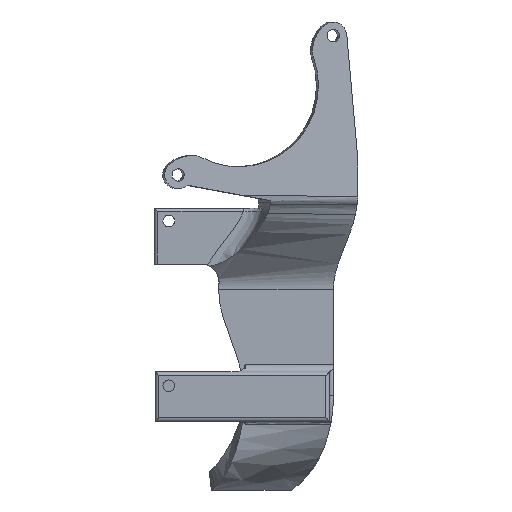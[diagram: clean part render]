
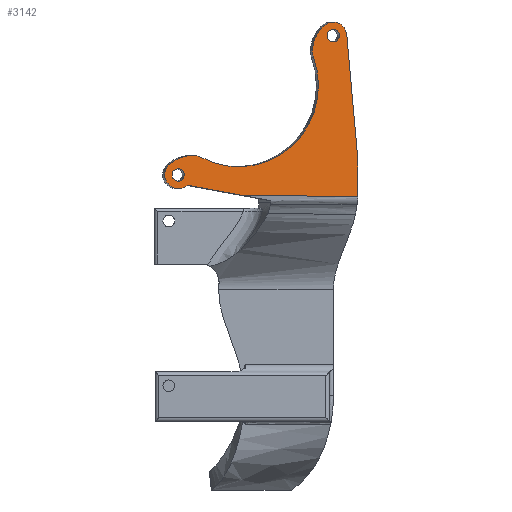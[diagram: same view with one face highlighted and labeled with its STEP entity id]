
A CAD part, left-side view. The second image highlights one B-rep face of the part: STEP entity #3142.
In plain terms, the highlighted planar face has unit normal (-0.985, -0.174, 0).
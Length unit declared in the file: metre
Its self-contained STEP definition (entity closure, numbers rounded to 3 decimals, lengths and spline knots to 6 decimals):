
#104=CIRCLE('',#3306,0.0017);
#105=CIRCLE('',#3308,0.0017);
#106=CIRCLE('',#3312,0.00375);
#107=CIRCLE('',#3314,0.009883);
#108=CIRCLE('',#3316,0.005);
#109=CIRCLE('',#3318,0.022128);
#110=CIRCLE('',#3320,0.005);
#111=CIRCLE('',#3322,0.009883);
#112=CIRCLE('',#3324,0.00375);
#228=LINE('',#4447,#482);
#248=LINE('',#4917,#502);
#254=LINE('',#4952,#508);
#482=VECTOR('',#3597,1.);
#502=VECTOR('',#3639,1.);
#508=VECTOR('',#3675,1.);
#707=PLANE('',#3366);
#1203=ORIENTED_EDGE('',*,*,#1832,.F.);
#1204=ORIENTED_EDGE('',*,*,#1694,.T.);
#1205=ORIENTED_EDGE('',*,*,#1787,.F.);
#1206=ORIENTED_EDGE('',*,*,#1849,.F.);
#1207=ORIENTED_EDGE('',*,*,#1862,.F.);
#1208=ORIENTED_EDGE('',*,*,#1860,.F.);
#1209=ORIENTED_EDGE('',*,*,#1858,.F.);
#1210=ORIENTED_EDGE('',*,*,#1856,.T.);
#1211=ORIENTED_EDGE('',*,*,#1854,.F.);
#1212=ORIENTED_EDGE('',*,*,#1852,.F.);
#1213=ORIENTED_EDGE('',*,*,#1850,.F.);
#1214=ORIENTED_EDGE('',*,*,#1846,.T.);
#1215=ORIENTED_EDGE('',*,*,#1847,.T.);
#1694=EDGE_CURVE('',#2166,#2167,#2466,.T.);
#1787=EDGE_CURVE('',#2243,#2167,#228,.T.);
#1832=EDGE_CURVE('',#2166,#2267,#248,.T.);
#1846=EDGE_CURVE('',#2278,#2278,#104,.T.);
#1847=EDGE_CURVE('',#2279,#2279,#105,.T.);
#1849=EDGE_CURVE('',#2280,#2243,#254,.T.);
#1850=EDGE_CURVE('',#2267,#2281,#106,.T.);
#1852=EDGE_CURVE('',#2281,#2282,#107,.T.);
#1854=EDGE_CURVE('',#2282,#2283,#108,.T.);
#1856=EDGE_CURVE('',#2284,#2283,#109,.T.);
#1858=EDGE_CURVE('',#2284,#2285,#110,.T.);
#1860=EDGE_CURVE('',#2285,#2286,#111,.T.);
#1862=EDGE_CURVE('',#2286,#2280,#112,.T.);
#2166=VERTEX_POINT('',#4196);
#2167=VERTEX_POINT('',#4197);
#2243=VERTEX_POINT('',#4448);
#2267=VERTEX_POINT('',#4918);
#2278=VERTEX_POINT('',#4945);
#2279=VERTEX_POINT('',#4948);
#2280=VERTEX_POINT('',#4951);
#2281=VERTEX_POINT('',#4956);
#2282=VERTEX_POINT('',#4960);
#2283=VERTEX_POINT('',#4964);
#2284=VERTEX_POINT('',#4968);
#2285=VERTEX_POINT('',#4972);
#2286=VERTEX_POINT('',#4976);
#2466=B_SPLINE_CURVE_WITH_KNOTS('',3,(#4192,#4193,#4194,#4195),
 .UNSPECIFIED.,.F.,.F.,(4,4),(0.,1.),.UNSPECIFIED.);
#2698=EDGE_LOOP('',(#1203,#1204,#1205,#1206,#1207,#1208,#1209,#1210,#1211,
#1212,#1213));
#2699=EDGE_LOOP('',(#1214));
#2700=EDGE_LOOP('',(#1215));
#2906=FACE_BOUND('',#2698,.T.);
#2907=FACE_BOUND('',#2699,.T.);
#2908=FACE_BOUND('',#2700,.T.);
#3142=ADVANCED_FACE('',(#2906,#2907,#2908),#707,.F.);
#3306=AXIS2_PLACEMENT_3D('',#4944,#3666,#3667);
#3308=AXIS2_PLACEMENT_3D('',#4947,#3670,#3671);
#3312=AXIS2_PLACEMENT_3D('',#4955,#3680,#3681);
#3314=AXIS2_PLACEMENT_3D('',#4959,#3685,#3686);
#3316=AXIS2_PLACEMENT_3D('',#4963,#3690,#3691);
#3318=AXIS2_PLACEMENT_3D('',#4967,#3695,#3696);
#3320=AXIS2_PLACEMENT_3D('',#4971,#3700,#3701);
#3322=AXIS2_PLACEMENT_3D('',#4975,#3705,#3706);
#3324=AXIS2_PLACEMENT_3D('',#4979,#3710,#3711);
#3366=AXIS2_PLACEMENT_3D('',#5702,#3818,#3819);
#3597=DIRECTION('',(0.,0.,-1.));
#3639=DIRECTION('',(-0.171,0.969,0.179));
#3666=DIRECTION('',(0.985,0.174,0.));
#3667=DIRECTION('',(-0.174,0.985,0.));
#3670=DIRECTION('',(0.985,0.174,0.));
#3671=DIRECTION('',(-0.174,0.985,0.));
#3675=DIRECTION('',(0.016,-0.088,-0.996));
#3680=DIRECTION('',(0.985,0.174,0.));
#3681=DIRECTION('',(-0.174,0.985,0.));
#3685=DIRECTION('',(0.985,0.174,0.));
#3686=DIRECTION('',(-0.174,0.985,0.));
#3690=DIRECTION('',(0.985,0.174,0.));
#3691=DIRECTION('',(-0.174,0.985,0.));
#3695=DIRECTION('',(0.985,0.174,0.));
#3696=DIRECTION('',(-0.174,0.985,0.));
#3700=DIRECTION('',(0.985,0.174,0.));
#3701=DIRECTION('',(-0.174,0.985,0.));
#3705=DIRECTION('',(0.985,0.174,0.));
#3706=DIRECTION('',(-0.174,0.985,0.));
#3710=DIRECTION('',(0.985,0.174,0.));
#3711=DIRECTION('',(-0.174,0.985,0.));
#3818=DIRECTION('',(0.985,0.174,0.));
#3819=DIRECTION('',(-0.174,0.985,0.));
#4192=CARTESIAN_POINT('',(-0.049445,-0.005186,0.050136));
#4193=CARTESIAN_POINT('',(-0.047629,-0.015487,0.0501));
#4194=CARTESIAN_POINT('',(-0.045812,-0.025788,0.050064));
#4195=CARTESIAN_POINT('',(-0.043996,-0.03609,0.050029));
#4196=CARTESIAN_POINT('',(-0.049445,-0.005186,0.050136));
#4197=CARTESIAN_POINT('',(-0.043996,-0.03609,0.050029));
#4447=CARTESIAN_POINT('',(-0.043996,-0.03609,0.050191));
#4448=CARTESIAN_POINT('',(-0.043996,-0.03609,0.060191));
#4917=CARTESIAN_POINT('',(-0.050133,-0.001288,0.050855));
#4918=CARTESIAN_POINT('',(-0.052213,0.010508,0.053031));
#4944=CARTESIAN_POINT('',(-0.052644,0.012954,0.055841));
#4945=CARTESIAN_POINT('',(-0.052939,0.014628,0.055841));
#4947=CARTESIAN_POINT('',(-0.045177,-0.029393,0.093841));
#4948=CARTESIAN_POINT('',(-0.045472,-0.027719,0.093841));
#4951=CARTESIAN_POINT('',(-0.044528,-0.033071,0.094178));
#4952=CARTESIAN_POINT('',(-0.044262,-0.03458,0.077184));
#4955=CARTESIAN_POINT('',(-0.052644,0.012954,0.055841));
#4956=CARTESIAN_POINT('',(-0.053075,0.015399,0.058651));
#4959=CARTESIAN_POINT('',(-0.051938,0.008954,0.051245));
#4960=CARTESIAN_POINT('',(-0.051869,0.008563,0.06112));
#4963=CARTESIAN_POINT('',(-0.051904,0.008761,0.056124));
#4964=CARTESIAN_POINT('',(-0.051504,0.00649,0.060561));
#4967=CARTESIAN_POINT('',(-0.049732,-0.003559,0.080196));
#4968=CARTESIAN_POINT('',(-0.04613,-0.023985,0.087908));
#4971=CARTESIAN_POINT('',(-0.045317,-0.0286,0.08965));
#4972=CARTESIAN_POINT('',(-0.046182,-0.023693,0.090065));
#4975=CARTESIAN_POINT('',(-0.044472,-0.033393,0.089245));
#4976=CARTESIAN_POINT('',(-0.045608,-0.026947,0.096651));
#4979=CARTESIAN_POINT('',(-0.045177,-0.029393,0.093841));
#5702=CARTESIAN_POINT('',(-0.046082,-0.02426,0.050191));
